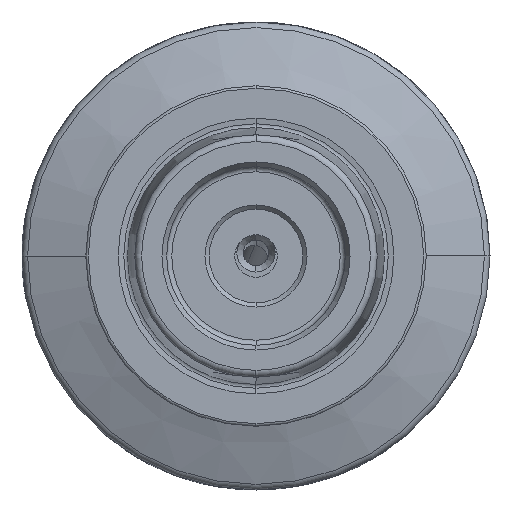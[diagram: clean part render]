
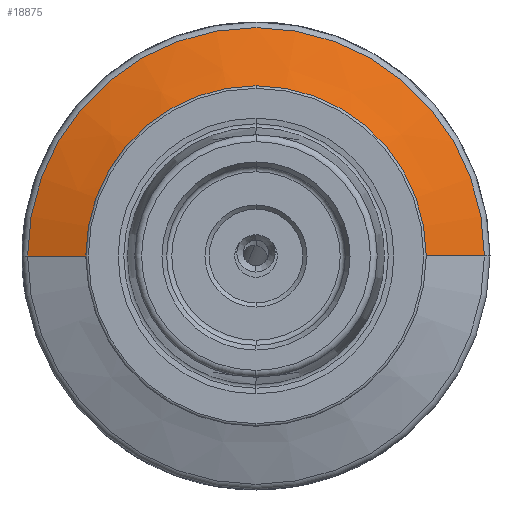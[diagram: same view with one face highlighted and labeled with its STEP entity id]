
A CAD part, left-side view. The second image highlights one B-rep face of the part: STEP entity #18875.
In plain terms, the highlighted conical face has half-angle 70 degrees and reference radius 26.842 mm.
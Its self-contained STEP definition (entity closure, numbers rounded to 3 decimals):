
#880 = DIRECTION ( 'NONE',  ( 0., 1., 0. ) ) ;
#2426 = VECTOR ( 'NONE', #7125, 1000. ) ;
#3118 = EDGE_CURVE ( 'NONE', #32645, #31097, #15226, .T. ) ;
#3519 = ORIENTED_EDGE ( 'NONE', *, *, #32611, .T. ) ;
#6809 = CARTESIAN_POINT ( 'NONE',  ( 38.582, 0., 0. ) ) ;
#6963 = CARTESIAN_POINT ( 'NONE',  ( 38.582, -26.842, 0. ) ) ;
#7125 = DIRECTION ( 'NONE',  ( 0.342, -0.94, 0. ) ) ;
#8444 = VERTEX_POINT ( 'NONE', #17550 ) ;
#8745 = CARTESIAN_POINT ( 'NONE',  ( 38.582, 0., 0. ) ) ;
#9303 = CONICAL_SURFACE ( 'NONE', #31098, 26.842, 1.222 ) ;
#11172 = DIRECTION ( 'NONE',  ( 0., -1., 0. ) ) ;
#11433 = CARTESIAN_POINT ( 'NONE',  ( 35.239, 17.658, 0. ) ) ;
#11944 = CIRCLE ( 'NONE', #18437, 17.658 ) ;
#12767 = EDGE_CURVE ( 'NONE', #31097, #22136, #25225, .T. ) ;
#13865 = ORIENTED_EDGE ( 'NONE', *, *, #12767, .F. ) ;
#14972 = EDGE_CURVE ( 'NONE', #32645, #8444, #11944, .T. ) ;
#15044 = FACE_OUTER_BOUND ( 'NONE', #29859, .T. ) ;
#15226 = LINE ( 'NONE', #26477, #23847 ) ;
#15468 = LINE ( 'NONE', #6963, #2426 ) ;
#16180 = CARTESIAN_POINT ( 'NONE',  ( 35.239, 0., 0. ) ) ;
#17060 = DIRECTION ( 'NONE',  ( 0., 1., 0. ) ) ;
#17550 = CARTESIAN_POINT ( 'NONE',  ( 35.239, -17.658, 0. ) ) ;
#17850 = CARTESIAN_POINT ( 'NONE',  ( 38.582, -26.842, 0. ) ) ;
#18437 = AXIS2_PLACEMENT_3D ( 'NONE', #16180, #33139, #11172 ) ;
#18875 = ADVANCED_FACE ( 'NONE', ( #15044 ), #9303, .T. ) ;
#18880 = ORIENTED_EDGE ( 'NONE', *, *, #14972, .T. ) ;
#20271 = ORIENTED_EDGE ( 'NONE', *, *, #3118, .F. ) ;
#20398 = DIRECTION ( 'NONE',  ( 1., 0., 0. ) ) ;
#22136 = VERTEX_POINT ( 'NONE', #17850 ) ;
#23847 = VECTOR ( 'NONE', #25753, 1000. ) ;
#25225 = CIRCLE ( 'NONE', #36385, 26.842 ) ;
#25753 = DIRECTION ( 'NONE',  ( 0.342, 0.94, 0. ) ) ;
#26477 = CARTESIAN_POINT ( 'NONE',  ( 38.582, 26.842, 0. ) ) ;
#26884 = CARTESIAN_POINT ( 'NONE',  ( 38.582, 26.842, 0. ) ) ;
#29541 = DIRECTION ( 'NONE',  ( 1., 0., 0. ) ) ;
#29859 = EDGE_LOOP ( 'NONE', ( #18880, #3519, #13865, #20271 ) ) ;
#31097 = VERTEX_POINT ( 'NONE', #26884 ) ;
#31098 = AXIS2_PLACEMENT_3D ( 'NONE', #8745, #20398, #17060 ) ;
#32611 = EDGE_CURVE ( 'NONE', #8444, #22136, #15468, .T. ) ;
#32645 = VERTEX_POINT ( 'NONE', #11433 ) ;
#33139 = DIRECTION ( 'NONE',  ( 1., 0., 0. ) ) ;
#36385 = AXIS2_PLACEMENT_3D ( 'NONE', #6809, #29541, #880 ) ;
